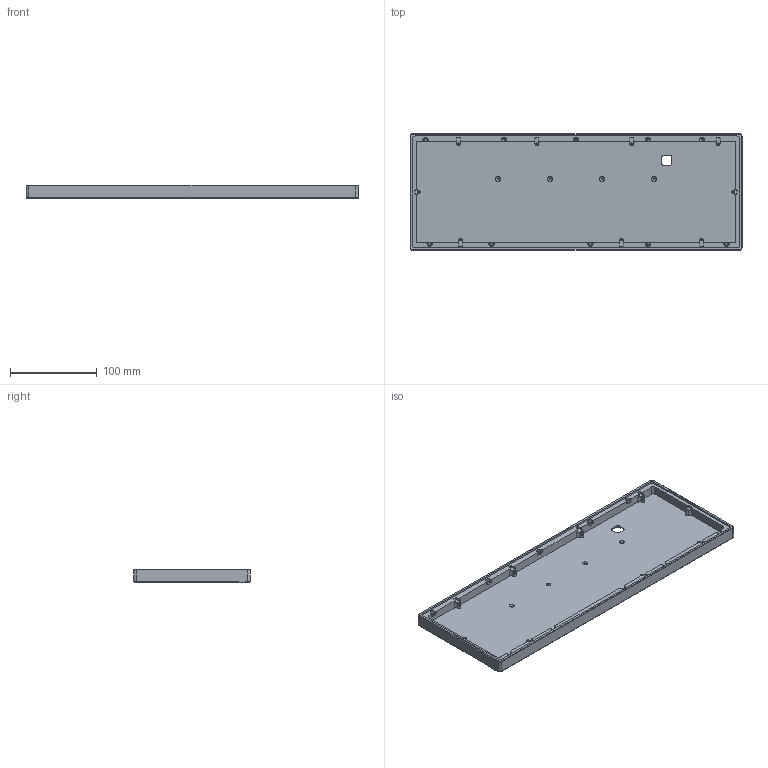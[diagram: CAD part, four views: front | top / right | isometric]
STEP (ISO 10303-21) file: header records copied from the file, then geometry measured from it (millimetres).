
FILE_DESCRIPTION(/* description */ (''),/* implementation_level */ '2;1');
FILE_NAME(/* name */ 'BottomCase.step',/* time_stamp */ '2021-12-17T14:21:54-08:00',/* author */ (''),/* organization */ (''),/* preprocessor_version */ 'ST-DEVELOPER v18.1',/* originating_system */ 'Autodesk Translation Framework v10.10.0.1391',/* authorisation */ '');
FILE_SCHEMA (('AUTOMOTIVE_DESIGN { 1 0 10303 214 3 1 1 }'));
Length unit declared in the file: millimetre
Products named in the file (1): BottomCase
Bounding box: 383.36 x 134.95 x 16.05 mm (x, y, z)
Volume: 223096.9 mm3; surface area: 131818.7 mm2
Topology: 1 solids, 1 shells, 459 faces, 1302 edges, 860 vertices
Faces by surface type: cylinder 279, plane 142, cone 20, bspline 18
Full cylindrical faces by diameter (mm): 1.75 x2, 1.775 x35, 2.28 x14, 2.6 x4
Entity records: 24554 total; most frequent: CARTESIAN_POINT 13028, ORIENTED_EDGE 2604, DIRECTION 2148, EDGE_CURVE 1302, VERTEX_POINT 860, AXIS2_PLACEMENT_3D 758, LINE 632, VECTOR 632
